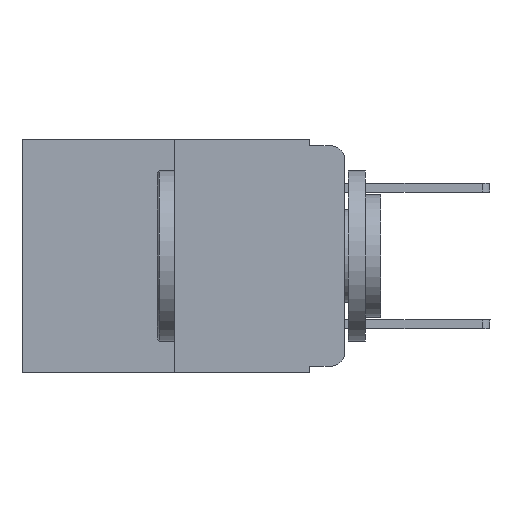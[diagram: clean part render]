
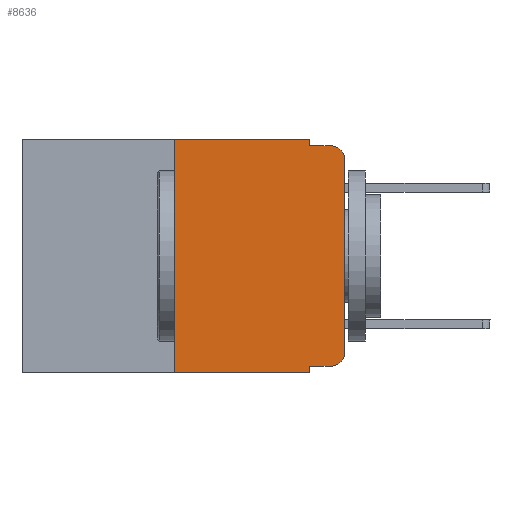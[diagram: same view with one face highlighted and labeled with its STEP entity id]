
A CAD part, left-side view. The second image highlights one B-rep face of the part: STEP entity #8636.
In plain terms, the highlighted planar face has unit normal (-1, 0, 0).
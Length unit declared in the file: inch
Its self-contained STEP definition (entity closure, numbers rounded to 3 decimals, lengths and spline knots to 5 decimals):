
#314 = CARTESIAN_POINT ( 'NONE',  ( 0., 0.473, -0.343 ) ) ;
#536 = EDGE_CURVE ( 'NONE', #3582, #18646, #20772, .T. ) ;
#1033 = AXIS2_PLACEMENT_3D ( 'NONE', #17591, #3062, #22714 ) ;
#1422 = CARTESIAN_POINT ( 'NONE',  ( 0., 0.051, 0. ) ) ;
#1618 = DIRECTION ( 'NONE',  ( 0., 0., 1. ) ) ;
#2155 = CARTESIAN_POINT ( 'NONE',  ( 0., 0., -0.03 ) ) ;
#2241 = DIRECTION ( 'NONE',  ( 0., 0., -1. ) ) ;
#2463 = ORIENTED_EDGE ( 'NONE', *, *, #21728, .F. ) ;
#2799 = CARTESIAN_POINT ( 'NONE',  ( 0., 0.25, 0. ) ) ;
#3062 = DIRECTION ( 'NONE',  ( -1., 0., 0. ) ) ;
#3383 = VERTEX_POINT ( 'NONE', #2155 ) ;
#3521 = CARTESIAN_POINT ( 'NONE',  ( 0., 0., 0. ) ) ;
#3582 = VERTEX_POINT ( 'NONE', #6009 ) ;
#4165 = VERTEX_POINT ( 'NONE', #1422 ) ;
#4399 = VECTOR ( 'NONE', #6105, 39.37008 ) ;
#4656 = EDGE_CURVE ( 'NONE', #17732, #13406, #11745, .T. ) ;
#4839 = CARTESIAN_POINT ( 'NONE',  ( 0., 0.051, -0.343 ) ) ;
#5087 = DIRECTION ( 'NONE',  ( 0., 0., -1. ) ) ;
#5271 = LINE ( 'NONE', #12260, #23015 ) ;
#5792 = EDGE_CURVE ( 'NONE', #18646, #3383, #12468, .T. ) ;
#5812 = VECTOR ( 'NONE', #17780, 39.37008 ) ;
#6009 = CARTESIAN_POINT ( 'NONE',  ( 0., 0.02, -0.333 ) ) ;
#6105 = DIRECTION ( 'NONE',  ( 0., -1., 0. ) ) ;
#6410 = ORIENTED_EDGE ( 'NONE', *, *, #19750, .T. ) ;
#6444 = CARTESIAN_POINT ( 'NONE',  ( 0., 0.051, 0. ) ) ;
#6631 = VECTOR ( 'NONE', #18851, 39.37008 ) ;
#7141 = LINE ( 'NONE', #13692, #12698 ) ;
#7241 = ORIENTED_EDGE ( 'NONE', *, *, #4656, .F. ) ;
#8020 = CARTESIAN_POINT ( 'NONE',  ( 0., 0.473, 0. ) ) ;
#8413 = DIRECTION ( 'NONE',  ( 0., -1., 0. ) ) ;
#8541 = CARTESIAN_POINT ( 'NONE',  ( 0., 0.051, -0.01 ) ) ;
#8636 = ADVANCED_FACE ( 'NONE', ( #18188 ), #15246, .F. ) ;
#9060 = CARTESIAN_POINT ( 'NONE',  ( 0., 0.25, -0.343 ) ) ;
#10125 = EDGE_CURVE ( 'NONE', #3383, #18730, #12265, .T. ) ;
#11048 = DIRECTION ( 'NONE',  ( -1., 0., 0. ) ) ;
#11113 = VERTEX_POINT ( 'NONE', #21628 ) ;
#11635 = VERTEX_POINT ( 'NONE', #4839 ) ;
#11745 = LINE ( 'NONE', #15623, #19237 ) ;
#11877 = ORIENTED_EDGE ( 'NONE', *, *, #20878, .F. ) ;
#12128 = LINE ( 'NONE', #8541, #19888 ) ;
#12260 = CARTESIAN_POINT ( 'NONE',  ( 0., 0.051, 0. ) ) ;
#12265 = CIRCLE ( 'NONE', #21463, 0.02 ) ;
#12324 = CARTESIAN_POINT ( 'NONE',  ( 0., 0.051, -0.333 ) ) ;
#12410 = EDGE_CURVE ( 'NONE', #17732, #11635, #21357, .T. ) ;
#12468 = LINE ( 'NONE', #3521, #21912 ) ;
#12609 = ORIENTED_EDGE ( 'NONE', *, *, #12410, .T. ) ;
#12627 = EDGE_LOOP ( 'NONE', ( #22148, #16582, #2463, #11877, #19193, #7241, #12609, #14270, #6410, #21364 ) ) ;
#12698 = VECTOR ( 'NONE', #8413, 39.37008 ) ;
#13406 = VERTEX_POINT ( 'NONE', #2799 ) ;
#13692 = CARTESIAN_POINT ( 'NONE',  ( 0., 0.473, 0. ) ) ;
#14270 = ORIENTED_EDGE ( 'NONE', *, *, #20592, .F. ) ;
#14913 = LINE ( 'NONE', #6444, #6631 ) ;
#15000 = CARTESIAN_POINT ( 'NONE',  ( 0., 0.051, -0.333 ) ) ;
#15246 = PLANE ( 'NONE',  #23080 ) ;
#15623 = CARTESIAN_POINT ( 'NONE',  ( 0., 0.25, 0. ) ) ;
#16105 = CARTESIAN_POINT ( 'NONE',  ( 0., 0.02, -0.03 ) ) ;
#16582 = ORIENTED_EDGE ( 'NONE', *, *, #10125, .T. ) ;
#16803 = DIRECTION ( 'NONE',  ( 1., 0., 0. ) ) ;
#17015 = CARTESIAN_POINT ( 'NONE',  ( 0., 0., -0.313 ) ) ;
#17591 = CARTESIAN_POINT ( 'NONE',  ( 0., 0.02, -0.313 ) ) ;
#17732 = VERTEX_POINT ( 'NONE', #9060 ) ;
#17780 = DIRECTION ( 'NONE',  ( 0., -1., 0. ) ) ;
#18152 = EDGE_CURVE ( 'NONE', #13406, #4165, #7141, .T. ) ;
#18188 = FACE_OUTER_BOUND ( 'NONE', #12627, .T. ) ;
#18646 = VERTEX_POINT ( 'NONE', #17015 ) ;
#18667 = VERTEX_POINT ( 'NONE', #15000 ) ;
#18730 = VERTEX_POINT ( 'NONE', #20370 ) ;
#18851 = DIRECTION ( 'NONE',  ( 0., 0., -1. ) ) ;
#19193 = ORIENTED_EDGE ( 'NONE', *, *, #18152, .F. ) ;
#19237 = VECTOR ( 'NONE', #20998, 39.37008 ) ;
#19750 = EDGE_CURVE ( 'NONE', #18667, #3582, #22438, .T. ) ;
#19888 = VECTOR ( 'NONE', #20990, 39.37008 ) ;
#20370 = CARTESIAN_POINT ( 'NONE',  ( 0., 0.02, -0.01 ) ) ;
#20592 = EDGE_CURVE ( 'NONE', #18667, #11635, #5271, .T. ) ;
#20772 = CIRCLE ( 'NONE', #1033, 0.02 ) ;
#20878 = EDGE_CURVE ( 'NONE', #4165, #11113, #14913, .T. ) ;
#20990 = DIRECTION ( 'NONE',  ( 0., -1., 0. ) ) ;
#20998 = DIRECTION ( 'NONE',  ( 0., 0., 1. ) ) ;
#21357 = LINE ( 'NONE', #314, #4399 ) ;
#21364 = ORIENTED_EDGE ( 'NONE', *, *, #536, .T. ) ;
#21463 = AXIS2_PLACEMENT_3D ( 'NONE', #16105, #11048, #2241 ) ;
#21628 = CARTESIAN_POINT ( 'NONE',  ( 0., 0.051, -0.01 ) ) ;
#21728 = EDGE_CURVE ( 'NONE', #11113, #18730, #12128, .T. ) ;
#21912 = VECTOR ( 'NONE', #1618, 39.37008 ) ;
#22148 = ORIENTED_EDGE ( 'NONE', *, *, #5792, .T. ) ;
#22321 = DIRECTION ( 'NONE',  ( 0., 0., -1. ) ) ;
#22438 = LINE ( 'NONE', #12324, #5812 ) ;
#22714 = DIRECTION ( 'NONE',  ( 0., 0., -1. ) ) ;
#23015 = VECTOR ( 'NONE', #5087, 39.37008 ) ;
#23080 = AXIS2_PLACEMENT_3D ( 'NONE', #8020, #16803, #22321 ) ;
